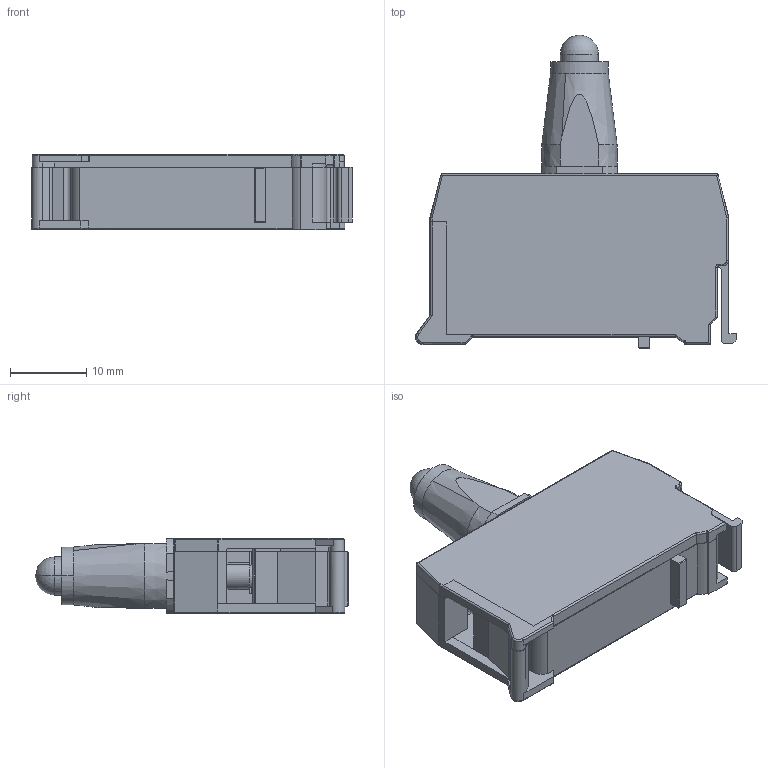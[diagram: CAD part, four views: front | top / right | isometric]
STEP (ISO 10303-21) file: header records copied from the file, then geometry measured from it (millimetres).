
FILE_DESCRIPTION(('CATIA V5 STEP Exchange'),'2;1');
FILE_NAME('33S lu.stp','2011-04-01T06:01:48+00:00',('none'),('none'),'CATIA Version 5 Release 19 SP 5 (IN-10)','CATIA V5 STEP AP214','none');
FILE_SCHEMA(('AUTOMOTIVE_DESIGN { 1 0 10303 214 1 1 1 1 }'));
Length unit declared in the file: millimetre
Products named in the file (9): 33S lu; 090722000; 016603000; 031099000; 097449000; 127013000; 032161000; 170045000; 070621000
Assembly tree (11 placements, depth 2):
  33S lu
    090722000
    016603000
    031099000
    097449000  x2
    127013000  x2
    032161000  x2
    170045000
    070621000
Bounding box: 42.2 x 41.21 x 9.9 mm (x, y, z)
Volume: 5741.2 mm3; surface area: 9757.5 mm2
Topology: 11 solids, 11 shells, 1767 faces, 4986 edges, 3250 vertices
Faces by surface type: plane 1450, cylinder 196, cone 66, torus 32, sphere 18, bspline 5
Entity records: 45045 total; most frequent: CARTESIAN_POINT 9630, ORIENTED_EDGE 6900, DIRECTION 4701, EDGE_CURVE 3450, VECTOR 2591, LINE 2591, VERTEX_POINT 2255, AXIS2_PLACEMENT_3D 1296
